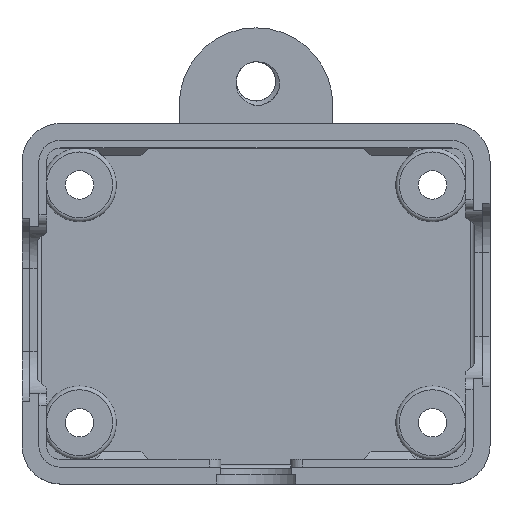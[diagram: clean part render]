
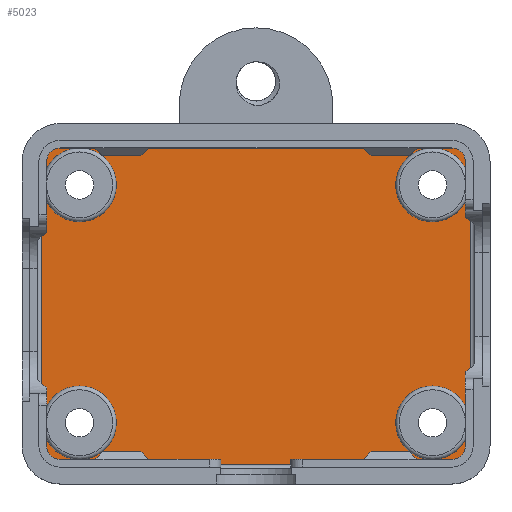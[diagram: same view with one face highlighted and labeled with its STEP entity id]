
A CAD part, top view. The second image highlights one B-rep face of the part: STEP entity #5023.
In plain terms, the highlighted planar face has unit normal (0, 0, 1).
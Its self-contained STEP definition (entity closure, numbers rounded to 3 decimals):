
#60=FACE_BOUND('',#830,.T.);
#61=FACE_BOUND('',#831,.T.);
#62=FACE_BOUND('',#832,.T.);
#63=FACE_BOUND('',#833,.T.);
#174=PLANE('',#5360);
#533=FACE_OUTER_BOUND('',#829,.T.);
#829=EDGE_LOOP('',(#4651,#4652,#4653,#4654,#4655,#4656,#4657,#4658));
#830=EDGE_LOOP('',(#4659));
#831=EDGE_LOOP('',(#4660));
#832=EDGE_LOOP('',(#4661));
#833=EDGE_LOOP('',(#4662));
#859=CIRCLE('',#5080,4.8);
#865=CIRCLE('',#5089,4.8);
#871=CIRCLE('',#5098,4.8);
#877=CIRCLE('',#5107,4.8);
#975=CIRCLE('',#5361,2.5);
#976=CIRCLE('',#5362,2.5);
#977=CIRCLE('',#5363,2.5);
#978=CIRCLE('',#5364,2.5);
#1213=LINE('',#8501,#1609);
#1578=LINE('',#10901,#1974);
#1579=LINE('',#10905,#1975);
#1580=LINE('',#10908,#1976);
#1609=VECTOR('',#5465,10.);
#1974=VECTOR('',#6410,10.);
#1975=VECTOR('',#6413,10.);
#1976=VECTOR('',#6416,10.);
#2106=VERTEX_POINT('',#8498);
#2107=VERTEX_POINT('',#8500);
#2111=VERTEX_POINT('',#8512);
#2116=VERTEX_POINT('',#8527);
#2121=VERTEX_POINT('',#8542);
#2126=VERTEX_POINT('',#8557);
#2454=VERTEX_POINT('',#10896);
#2455=VERTEX_POINT('',#10898);
#2456=VERTEX_POINT('',#10900);
#2457=VERTEX_POINT('',#10902);
#2458=VERTEX_POINT('',#10904);
#2459=VERTEX_POINT('',#10906);
#2603=EDGE_CURVE('',#2107,#2106,#1213,.T.);
#2610=EDGE_CURVE('',#2111,#2111,#859,.T.);
#2617=EDGE_CURVE('',#2116,#2116,#865,.T.);
#2624=EDGE_CURVE('',#2121,#2121,#871,.T.);
#2631=EDGE_CURVE('',#2126,#2126,#877,.T.);
#3191=EDGE_CURVE('',#2454,#2107,#975,.T.);
#3192=EDGE_CURVE('',#2106,#2455,#976,.T.);
#3193=EDGE_CURVE('',#2455,#2456,#1578,.T.);
#3194=EDGE_CURVE('',#2456,#2457,#977,.T.);
#3195=EDGE_CURVE('',#2457,#2458,#1579,.T.);
#3196=EDGE_CURVE('',#2458,#2459,#978,.T.);
#3197=EDGE_CURVE('',#2459,#2454,#1580,.T.);
#4651=ORIENTED_EDGE('',*,*,#3191,.T.);
#4652=ORIENTED_EDGE('',*,*,#2603,.T.);
#4653=ORIENTED_EDGE('',*,*,#3192,.T.);
#4654=ORIENTED_EDGE('',*,*,#3193,.T.);
#4655=ORIENTED_EDGE('',*,*,#3194,.T.);
#4656=ORIENTED_EDGE('',*,*,#3195,.T.);
#4657=ORIENTED_EDGE('',*,*,#3196,.T.);
#4658=ORIENTED_EDGE('',*,*,#3197,.T.);
#4659=ORIENTED_EDGE('',*,*,#2631,.T.);
#4660=ORIENTED_EDGE('',*,*,#2617,.T.);
#4661=ORIENTED_EDGE('',*,*,#2624,.T.);
#4662=ORIENTED_EDGE('',*,*,#2610,.T.);
#5023=ADVANCED_FACE('',(#533,#60,#61,#62,#63),#174,.T.);
#5080=AXIS2_PLACEMENT_3D('',#8514,#5481,#5482);
#5089=AXIS2_PLACEMENT_3D('',#8529,#5500,#5501);
#5098=AXIS2_PLACEMENT_3D('',#8544,#5519,#5520);
#5107=AXIS2_PLACEMENT_3D('',#8559,#5538,#5539);
#5360=AXIS2_PLACEMENT_3D('',#10895,#6404,#6405);
#5361=AXIS2_PLACEMENT_3D('',#10897,#6406,#6407);
#5362=AXIS2_PLACEMENT_3D('',#10899,#6408,#6409);
#5363=AXIS2_PLACEMENT_3D('',#10903,#6411,#6412);
#5364=AXIS2_PLACEMENT_3D('',#10907,#6414,#6415);
#5465=DIRECTION('',(-1.,0.,0.));
#5481=DIRECTION('center_axis',(0.,0.,-1.));
#5482=DIRECTION('ref_axis',(1.,0.,0.));
#5500=DIRECTION('center_axis',(0.,0.,-1.));
#5501=DIRECTION('ref_axis',(1.,0.,0.));
#5519=DIRECTION('center_axis',(0.,0.,-1.));
#5520=DIRECTION('ref_axis',(1.,0.,0.));
#5538=DIRECTION('center_axis',(0.,0.,-1.));
#5539=DIRECTION('ref_axis',(1.,0.,0.));
#6404=DIRECTION('center_axis',(0.,0.,1.));
#6405=DIRECTION('ref_axis',(1.,0.,0.));
#6406=DIRECTION('center_axis',(0.,0.,1.));
#6407=DIRECTION('ref_axis',(0.707,0.707,0.));
#6408=DIRECTION('center_axis',(0.,0.,1.));
#6409=DIRECTION('ref_axis',(-0.707,0.707,0.));
#6410=DIRECTION('',(0.,-1.,0.));
#6411=DIRECTION('center_axis',(0.,0.,1.));
#6412=DIRECTION('ref_axis',(-0.707,-0.707,0.));
#6413=DIRECTION('',(1.,0.,0.));
#6414=DIRECTION('center_axis',(0.,0.,1.));
#6415=DIRECTION('ref_axis',(0.707,-0.707,0.));
#6416=DIRECTION('',(0.,1.,0.));
#8498=CARTESIAN_POINT('',(-56.,44.5,2.));
#8500=CARTESIAN_POINT('',(-5.,44.5,2.));
#8501=CARTESIAN_POINT('',(-15.25,44.5,2.));
#8512=CARTESIAN_POINT('',(-58.3,8.,2.));
#8514=CARTESIAN_POINT('Origin',(-53.5,8.,2.));
#8527=CARTESIAN_POINT('',(-58.3,39.,2.));
#8529=CARTESIAN_POINT('Origin',(-53.5,39.,2.));
#8542=CARTESIAN_POINT('',(-12.3,8.,2.));
#8544=CARTESIAN_POINT('Origin',(-7.5,8.,2.));
#8557=CARTESIAN_POINT('',(-12.3,39.,2.));
#8559=CARTESIAN_POINT('Origin',(-7.5,39.,2.));
#10895=CARTESIAN_POINT('Origin',(-30.5,23.5,2.));
#10896=CARTESIAN_POINT('',(-2.5,42.,2.));
#10897=CARTESIAN_POINT('Origin',(-5.,42.,2.));
#10898=CARTESIAN_POINT('',(-58.5,42.,2.));
#10899=CARTESIAN_POINT('Origin',(-56.,42.,2.));
#10900=CARTESIAN_POINT('',(-58.5,5.,2.));
#10901=CARTESIAN_POINT('',(-58.5,35.25,2.));
#10902=CARTESIAN_POINT('',(-56.,2.5,2.));
#10903=CARTESIAN_POINT('Origin',(-56.,5.,2.));
#10904=CARTESIAN_POINT('',(-5.,2.5,2.));
#10905=CARTESIAN_POINT('',(-45.75,2.5,2.));
#10906=CARTESIAN_POINT('',(-2.5,5.,2.));
#10907=CARTESIAN_POINT('Origin',(-5.,5.,2.));
#10908=CARTESIAN_POINT('',(-2.5,11.75,2.));
